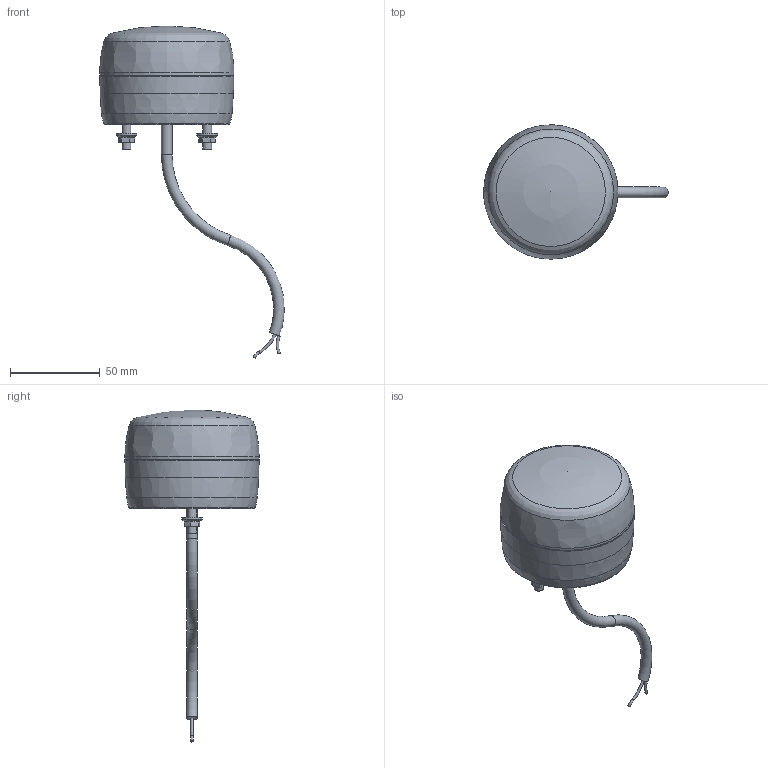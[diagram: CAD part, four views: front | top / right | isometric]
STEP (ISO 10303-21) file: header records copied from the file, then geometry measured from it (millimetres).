
FILE_DESCRIPTION(/* description */ (''),/* implementation_level */ '2;1');
FILE_NAME(/* name */ 'PCL_PAL_PFL_PXL.stp',/* time_stamp */ '2014-08-07T13:19:23+02:00',/* author */ (''),/* organization */ (''),/* preprocessor_version */ 'ST-DEVELOPER v11',/* originating_system */ 'SIEMENS PLM Software NX 7.5',/* authorisation */ '');
FILE_SCHEMA (('AUTOMOTIVE_DESIGN { 1 0 10303 214 1 1 1 1 }'));
Length unit declared in the file: millimetre
Products named in the file (1): m.neC6AExdve
Bounding box: 103.11 x 74.99 x 185.35 mm (x, y, z)
Volume: 221261.8 mm3; surface area: 24377.3 mm2
Topology: 1 solids, 3 shells, 154 faces, 378 edges, 238 vertices
Faces by surface type: plane 87, cone 24, cylinder 17, torus 15, bspline 6, sphere 5
Full cylindrical faces by diameter (mm): 5 x4, 6 x1, 11.703 x2, 11.82 x1, 74 x1
Entity records: 5000 total; most frequent: CARTESIAN_POINT 1371, DIRECTION 662, ORIENTED_EDGE 652, EDGE_CURVE 326, AXIS2_PLACEMENT_3D 241, VERTEX_POINT 224, EDGE_LOOP 204, LINE 180
